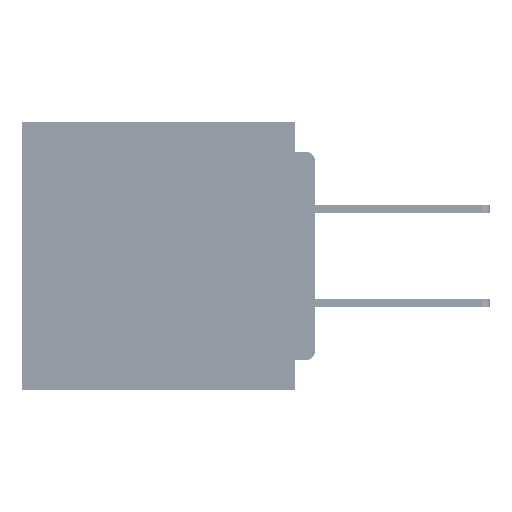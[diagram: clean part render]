
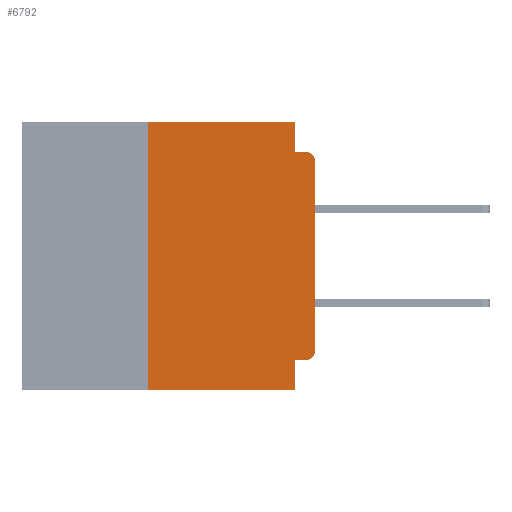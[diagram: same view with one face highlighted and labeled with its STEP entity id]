
A CAD part, left-side view. The second image highlights one B-rep face of the part: STEP entity #6792.
In plain terms, the highlighted planar face has unit normal (-1, 0, 0).
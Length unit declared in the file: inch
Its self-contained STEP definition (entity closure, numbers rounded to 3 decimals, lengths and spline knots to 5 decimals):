
#1571 = CARTESIAN_POINT ( 'NONE',  ( 0., 0.031, -0.045 ) ) ;
#1809 = ORIENTED_EDGE ( 'NONE', *, *, #58717, .F. ) ;
#2847 = EDGE_CURVE ( 'NONE', #21947, #65502, #35714, .T. ) ;
#4307 = CARTESIAN_POINT ( 'NONE',  ( 0., 0., -0.34 ) ) ;
#4790 = CARTESIAN_POINT ( 'NONE',  ( 0., 0.031, -0.4 ) ) ;
#5455 = DIRECTION ( 'NONE',  ( -1., 0., 0. ) ) ;
#6792 = ADVANCED_FACE ( 'NONE', ( #13722 ), #26749, .F. ) ;
#8888 = DIRECTION ( 'NONE',  ( -1., 0., 0. ) ) ;
#9139 = VERTEX_POINT ( 'NONE', #29216 ) ;
#9463 = DIRECTION ( 'NONE',  ( 0., 0., 1. ) ) ;
#9966 = ORIENTED_EDGE ( 'NONE', *, *, #64445, .F. ) ;
#11608 = CARTESIAN_POINT ( 'NONE',  ( 0., 0.437, 0. ) ) ;
#12665 = LINE ( 'NONE', #33098, #54529 ) ;
#12713 = VERTEX_POINT ( 'NONE', #13758 ) ;
#13176 = CARTESIAN_POINT ( 'NONE',  ( 0., 0., -0.355 ) ) ;
#13494 = VERTEX_POINT ( 'NONE', #4307 ) ;
#13722 = FACE_OUTER_BOUND ( 'NONE', #33337, .T. ) ;
#13758 = CARTESIAN_POINT ( 'NONE',  ( 0., 0., -0.06 ) ) ;
#14761 = CIRCLE ( 'NONE', #46267, 0.015 ) ;
#14881 = DIRECTION ( 'NONE',  ( 0., -1., 0. ) ) ;
#17103 = DIRECTION ( 'NONE',  ( 0., -1., 0. ) ) ;
#18684 = DIRECTION ( 'NONE',  ( 0., 1., 0. ) ) ;
#20578 = LINE ( 'NONE', #68261, #60690 ) ;
#20662 = VECTOR ( 'NONE', #65748, 39.37008 ) ;
#21947 = VERTEX_POINT ( 'NONE', #52492 ) ;
#21986 = CARTESIAN_POINT ( 'NONE',  ( 0., 0., -0.045 ) ) ;
#22230 = LINE ( 'NONE', #30976, #49623 ) ;
#25846 = LINE ( 'NONE', #21986, #20662 ) ;
#26685 = CARTESIAN_POINT ( 'NONE',  ( 0., 0.031, -0.355 ) ) ;
#26749 = PLANE ( 'NONE',  #64122 ) ;
#26933 = VECTOR ( 'NONE', #17103, 39.37008 ) ;
#29216 = CARTESIAN_POINT ( 'NONE',  ( 0., 0.25, 0. ) ) ;
#29635 = LINE ( 'NONE', #13176, #42469 ) ;
#30240 = ORIENTED_EDGE ( 'NONE', *, *, #51793, .T. ) ;
#30976 = CARTESIAN_POINT ( 'NONE',  ( 0., 0.25, -0.4 ) ) ;
#31489 = CARTESIAN_POINT ( 'NONE',  ( 0., 0.437, -0.4 ) ) ;
#32280 = DIRECTION ( 'NONE',  ( 0., 0., -1. ) ) ;
#33098 = CARTESIAN_POINT ( 'NONE',  ( 0., 0.031, -0.4 ) ) ;
#33337 = EDGE_LOOP ( 'NONE', ( #30240, #43105, #60907, #1809, #9966, #54771, #55804, #65463, #44734, #35259 ) ) ;
#35259 = ORIENTED_EDGE ( 'NONE', *, *, #46241, .T. ) ;
#35714 = LINE ( 'NONE', #31489, #62846 ) ;
#36505 = DIRECTION ( 'NONE',  ( 0., 0., 1. ) ) ;
#36908 = VERTEX_POINT ( 'NONE', #1571 ) ;
#38025 = VERTEX_POINT ( 'NONE', #50443 ) ;
#38032 = VERTEX_POINT ( 'NONE', #48190 ) ;
#38348 = CARTESIAN_POINT ( 'NONE',  ( 0., 0.015, -0.06 ) ) ;
#39900 = EDGE_CURVE ( 'NONE', #36908, #38025, #25846, .T. ) ;
#40177 = VERTEX_POINT ( 'NONE', #26685 ) ;
#41740 = CARTESIAN_POINT ( 'NONE',  ( 0., 0.015, -0.34 ) ) ;
#42469 = VECTOR ( 'NONE', #18684, 39.37008 ) ;
#42659 = EDGE_CURVE ( 'NONE', #40177, #65502, #12665, .T. ) ;
#43105 = ORIENTED_EDGE ( 'NONE', *, *, #50491, .T. ) ;
#43809 = DIRECTION ( 'NONE',  ( 0., 0., -1. ) ) ;
#44136 = EDGE_CURVE ( 'NONE', #38032, #40177, #29635, .T. ) ;
#44734 = ORIENTED_EDGE ( 'NONE', *, *, #44136, .F. ) ;
#46241 = EDGE_CURVE ( 'NONE', #38032, #13494, #14761, .T. ) ;
#46267 = AXIS2_PLACEMENT_3D ( 'NONE', #41740, #8888, #47225 ) ;
#47225 = DIRECTION ( 'NONE',  ( 0., 0., -1. ) ) ;
#48074 = EDGE_CURVE ( 'NONE', #21947, #9139, #22230, .T. ) ;
#48190 = CARTESIAN_POINT ( 'NONE',  ( 0., 0.015, -0.355 ) ) ;
#49326 = DIRECTION ( 'NONE',  ( 0., 0., -1. ) ) ;
#49623 = VECTOR ( 'NONE', #36505, 39.37008 ) ;
#50443 = CARTESIAN_POINT ( 'NONE',  ( 0., 0.015, -0.045 ) ) ;
#50491 = EDGE_CURVE ( 'NONE', #12713, #38025, #55304, .T. ) ;
#51793 = EDGE_CURVE ( 'NONE', #13494, #12713, #70400, .T. ) ;
#52492 = CARTESIAN_POINT ( 'NONE',  ( 0., 0.25, -0.4 ) ) ;
#53699 = CARTESIAN_POINT ( 'NONE',  ( 0., 0.031, 0. ) ) ;
#53926 = CARTESIAN_POINT ( 'NONE',  ( 0., 0.437, 0. ) ) ;
#54529 = VECTOR ( 'NONE', #49326, 39.37008 ) ;
#54771 = ORIENTED_EDGE ( 'NONE', *, *, #48074, .F. ) ;
#55304 = CIRCLE ( 'NONE', #59982, 0.015 ) ;
#55804 = ORIENTED_EDGE ( 'NONE', *, *, #2847, .T. ) ;
#56058 = VECTOR ( 'NONE', #9463, 39.37008 ) ;
#58390 = CARTESIAN_POINT ( 'NONE',  ( 0., 0., 0. ) ) ;
#58717 = EDGE_CURVE ( 'NONE', #66132, #36908, #20578, .T. ) ;
#59982 = AXIS2_PLACEMENT_3D ( 'NONE', #38348, #5455, #43809 ) ;
#60690 = VECTOR ( 'NONE', #68737, 39.37008 ) ;
#60907 = ORIENTED_EDGE ( 'NONE', *, *, #39900, .F. ) ;
#62846 = VECTOR ( 'NONE', #14881, 39.37008 ) ;
#64122 = AXIS2_PLACEMENT_3D ( 'NONE', #53926, #64793, #32280 ) ;
#64445 = EDGE_CURVE ( 'NONE', #9139, #66132, #70238, .T. ) ;
#64793 = DIRECTION ( 'NONE',  ( 1., 0., 0. ) ) ;
#65463 = ORIENTED_EDGE ( 'NONE', *, *, #42659, .F. ) ;
#65502 = VERTEX_POINT ( 'NONE', #4790 ) ;
#65748 = DIRECTION ( 'NONE',  ( 0., -1., 0. ) ) ;
#66132 = VERTEX_POINT ( 'NONE', #53699 ) ;
#68261 = CARTESIAN_POINT ( 'NONE',  ( 0., 0.031, 0. ) ) ;
#68737 = DIRECTION ( 'NONE',  ( 0., 0., -1. ) ) ;
#70238 = LINE ( 'NONE', #11608, #26933 ) ;
#70400 = LINE ( 'NONE', #58390, #56058 ) ;
